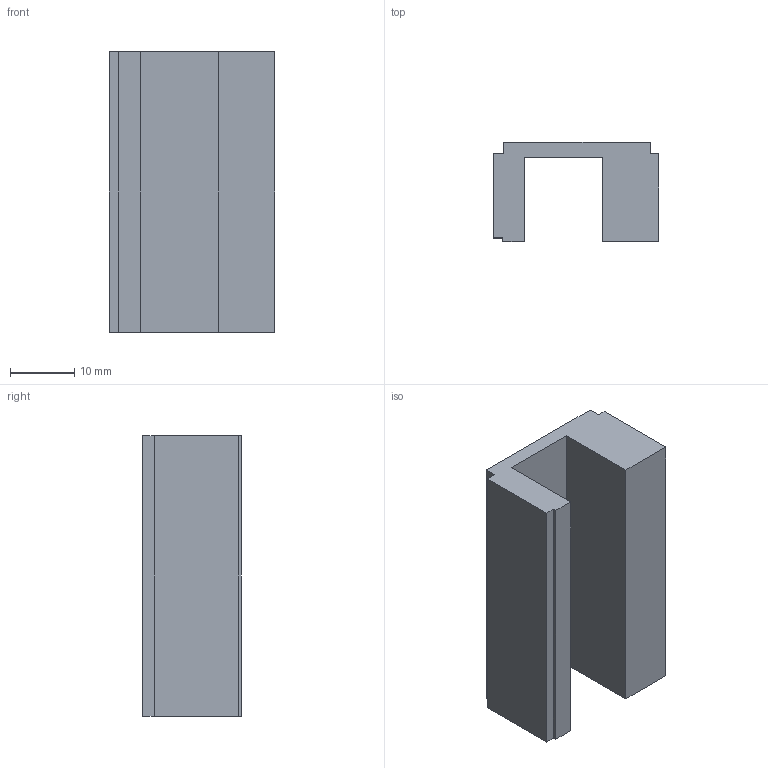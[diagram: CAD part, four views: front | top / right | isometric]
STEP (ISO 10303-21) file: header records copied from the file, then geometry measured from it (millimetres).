
FILE_DESCRIPTION(/* description */ (''),/* implementation_level */ '2;1');
FILE_NAME(/* name */ 'heatsink.ipt.step',/* time_stamp */ '2017-01-04T15:01:50-08:00',/* author */ ('PhillipD'),/* organization */ (''),/* preprocessor_version */ 'ST-DEVELOPER v16.5',/* originating_system */ 'Autodesk Inventor 2017',/* authorisation */ '');
FILE_SCHEMA (('AUTOMOTIVE_DESIGN { 1 0 10303 214 3 1 1 }'));
Length unit declared in the file: millimetre
Products named in the file (1): heatsink
Bounding box: 25.78 x 15.4 x 43.69 mm (x, y, z)
Volume: 10072.9 mm3; surface area: 5257.8 mm2
Topology: 1 solids, 1 shells, 333 faces, 915 edges, 610 vertices
Faces by surface type: plane 208, bspline 125
Entity records: 11153 total; most frequent: CARTESIAN_POINT 3224, ORIENTED_EDGE 1830, DIRECTION 1251, EDGE_CURVE 915, LINE 665, VECTOR 665, VERTEX_POINT 610, EDGE_LOOP 359
